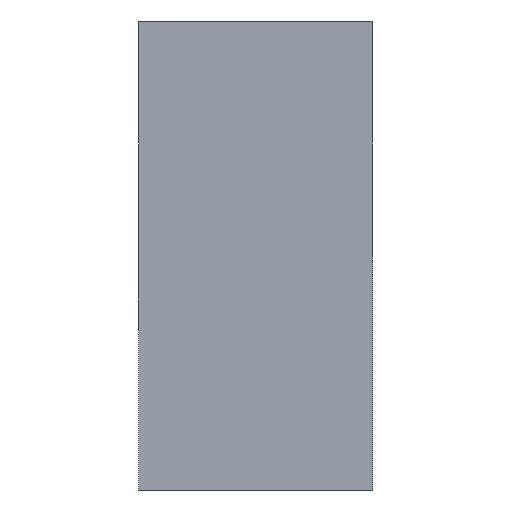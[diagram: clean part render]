
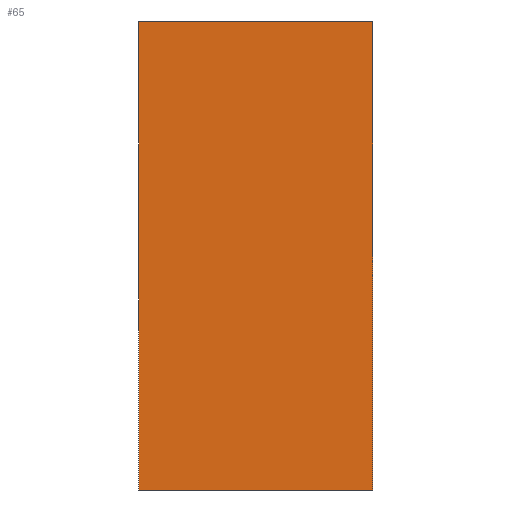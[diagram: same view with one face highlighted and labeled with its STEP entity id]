
A CAD part, left-side view. The second image highlights one B-rep face of the part: STEP entity #65.
In plain terms, the highlighted planar face has unit normal (-1, 0, 0).
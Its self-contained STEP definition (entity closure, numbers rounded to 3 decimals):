
#7 = EDGE_CURVE ( 'NONE', #284, #36, #114, .T. ) ;
#13 = DIRECTION ( 'NONE',  ( 0., 0., 1. ) ) ;
#31 = ORIENTED_EDGE ( 'NONE', *, *, #7, .F. ) ;
#36 = VERTEX_POINT ( 'NONE', #271 ) ;
#50 = VECTOR ( 'NONE', #13, 1000. ) ;
#65 = ADVANCED_FACE ( 'NONE', ( #405 ), #167, .F. ) ;
#85 = ORIENTED_EDGE ( 'NONE', *, *, #110, .T. ) ;
#86 = EDGE_CURVE ( 'NONE', #36, #185, #93, .T. ) ;
#90 = CARTESIAN_POINT ( 'NONE',  ( -25., 5., -10. ) ) ;
#93 = LINE ( 'NONE', #283, #165 ) ;
#97 = DIRECTION ( 'NONE',  ( 1., 0., 0. ) ) ;
#100 = DIRECTION ( 'NONE',  ( 0., 0., -1. ) ) ;
#105 = ORIENTED_EDGE ( 'NONE', *, *, #86, .F. ) ;
#110 = EDGE_CURVE ( 'NONE', #442, #185, #203, .T. ) ;
#114 = LINE ( 'NONE', #337, #437 ) ;
#128 = CARTESIAN_POINT ( 'NONE',  ( -25., -5., -10. ) ) ;
#129 = CARTESIAN_POINT ( 'NONE',  ( -25., -5., -10. ) ) ;
#165 = VECTOR ( 'NONE', #459, 1000. ) ;
#167 = PLANE ( 'NONE',  #261 ) ;
#180 = LINE ( 'NONE', #463, #407 ) ;
#185 = VERTEX_POINT ( 'NONE', #276 ) ;
#203 = LINE ( 'NONE', #128, #50 ) ;
#231 = DIRECTION ( 'NONE',  ( 0., 0., 1. ) ) ;
#247 = EDGE_CURVE ( 'NONE', #284, #442, #180, .T. ) ;
#261 = AXIS2_PLACEMENT_3D ( 'NONE', #90, #97, #100 ) ;
#271 = CARTESIAN_POINT ( 'NONE',  ( -25., 5., 10. ) ) ;
#276 = CARTESIAN_POINT ( 'NONE',  ( -25., -5., 10. ) ) ;
#283 = CARTESIAN_POINT ( 'NONE',  ( -25., 5., 10. ) ) ;
#284 = VERTEX_POINT ( 'NONE', #371 ) ;
#337 = CARTESIAN_POINT ( 'NONE',  ( -25., 5., -10. ) ) ;
#365 = DIRECTION ( 'NONE',  ( 0., -1., 0. ) ) ;
#371 = CARTESIAN_POINT ( 'NONE',  ( -25., 5., -10. ) ) ;
#405 = FACE_OUTER_BOUND ( 'NONE', #420, .T. ) ;
#407 = VECTOR ( 'NONE', #365, 1000. ) ;
#420 = EDGE_LOOP ( 'NONE', ( #85, #105, #31, #438 ) ) ;
#437 = VECTOR ( 'NONE', #231, 1000. ) ;
#438 = ORIENTED_EDGE ( 'NONE', *, *, #247, .T. ) ;
#442 = VERTEX_POINT ( 'NONE', #129 ) ;
#459 = DIRECTION ( 'NONE',  ( 0., -1., 0. ) ) ;
#463 = CARTESIAN_POINT ( 'NONE',  ( -25., 5., -10. ) ) ;
